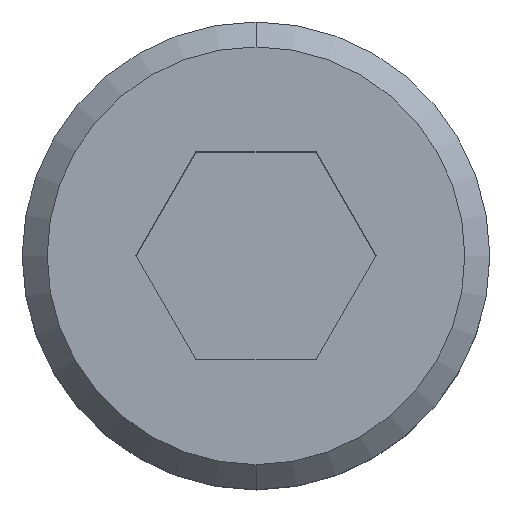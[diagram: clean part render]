
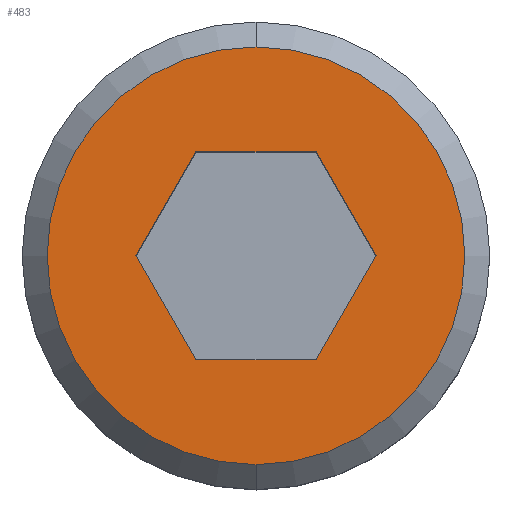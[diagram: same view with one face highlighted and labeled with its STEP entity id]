
A CAD part, top view. The second image highlights one B-rep face of the part: STEP entity #483.
In plain terms, the highlighted planar face has unit normal (0, 0, 1).
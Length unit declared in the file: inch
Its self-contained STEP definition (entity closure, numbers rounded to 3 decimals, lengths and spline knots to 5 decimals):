
#126=CARTESIAN_POINT('',(0.,0.,0.));
#127=DIRECTION('',(0.,0.,1.));
#128=DIRECTION('',(0.,1.,0.));
#129=AXIS2_PLACEMENT_3D('',#126,#127,#128);
#131=CARTESIAN_POINT('',(0.,0.,0.));
#132=DIRECTION('',(0.,0.,1.));
#133=DIRECTION('',(0.,-1.,0.));
#134=AXIS2_PLACEMENT_3D('',#131,#132,#133);
#136=DIRECTION('',(-0.5,0.866,0.));
#137=VECTOR('',#136,0.14434);
#138=CARTESIAN_POINT('',(0.14434,0.,0.));
#139=LINE('',#138,#137);
#140=DIRECTION('',(-1.,0.,0.));
#141=VECTOR('',#140,0.14434);
#142=CARTESIAN_POINT('',(0.07217,0.125,0.));
#143=LINE('',#142,#141);
#144=DIRECTION('',(-0.5,-0.866,0.));
#145=VECTOR('',#144,0.14434);
#146=CARTESIAN_POINT('',(-0.07217,0.125,0.));
#147=LINE('',#146,#145);
#148=DIRECTION('',(0.5,-0.866,0.));
#149=VECTOR('',#148,0.14434);
#150=CARTESIAN_POINT('',(-0.14434,0.,0.));
#151=LINE('',#150,#149);
#152=DIRECTION('',(1.,0.,0.));
#153=VECTOR('',#152,0.14434);
#154=CARTESIAN_POINT('',(-0.07217,-0.125,0.));
#155=LINE('',#154,#153);
#156=DIRECTION('',(0.5,0.866,0.));
#157=VECTOR('',#156,0.14434);
#158=CARTESIAN_POINT('',(0.07217,-0.125,0.));
#159=LINE('',#158,#157);
#234=CARTESIAN_POINT('',(0.,0.251,0.));
#235=CARTESIAN_POINT('',(0.,-0.251,0.));
#236=VERTEX_POINT('',#234);
#237=VERTEX_POINT('',#235);
#258=CARTESIAN_POINT('',(0.14434,0.,0.));
#259=CARTESIAN_POINT('',(0.07217,0.125,0.));
#260=VERTEX_POINT('',#258);
#261=VERTEX_POINT('',#259);
#262=CARTESIAN_POINT('',(-0.07217,0.125,0.));
#263=VERTEX_POINT('',#262);
#264=CARTESIAN_POINT('',(-0.14434,0.,0.));
#265=VERTEX_POINT('',#264);
#266=CARTESIAN_POINT('',(-0.07217,-0.125,0.));
#267=VERTEX_POINT('',#266);
#268=CARTESIAN_POINT('',(0.07217,-0.125,0.));
#269=VERTEX_POINT('',#268);
#459=CARTESIAN_POINT('',(0.,0.,0.));
#460=DIRECTION('',(0.,0.,-1.));
#461=DIRECTION('',(0.,-1.,0.));
#462=AXIS2_PLACEMENT_3D('',#459,#460,#461);
#463=PLANE('',#462);
#464=ORIENTED_EDGE('',*,*,#449,.F.);
#466=ORIENTED_EDGE('',*,*,#465,.F.);
#467=EDGE_LOOP('',(#464,#466));
#468=FACE_OUTER_BOUND('',#467,.F.);
#470=ORIENTED_EDGE('',*,*,#469,.T.);
#472=ORIENTED_EDGE('',*,*,#471,.T.);
#474=ORIENTED_EDGE('',*,*,#473,.T.);
#476=ORIENTED_EDGE('',*,*,#475,.T.);
#478=ORIENTED_EDGE('',*,*,#477,.T.);
#480=ORIENTED_EDGE('',*,*,#479,.T.);
#481=EDGE_LOOP('',(#470,#472,#474,#476,#478,#480));
#482=FACE_BOUND('',#481,.F.);
#130=CIRCLE('',#129,0.251);
#135=CIRCLE('',#134,0.251);
#449=EDGE_CURVE('',#236,#237,#130,.T.);
#465=EDGE_CURVE('',#237,#236,#135,.T.);
#469=EDGE_CURVE('',#260,#261,#139,.T.);
#471=EDGE_CURVE('',#261,#263,#143,.T.);
#473=EDGE_CURVE('',#263,#265,#147,.T.);
#475=EDGE_CURVE('',#265,#267,#151,.T.);
#477=EDGE_CURVE('',#267,#269,#155,.T.);
#479=EDGE_CURVE('',#269,#260,#159,.T.);
#483=ADVANCED_FACE('',(#468,#482),#463,.F.);
